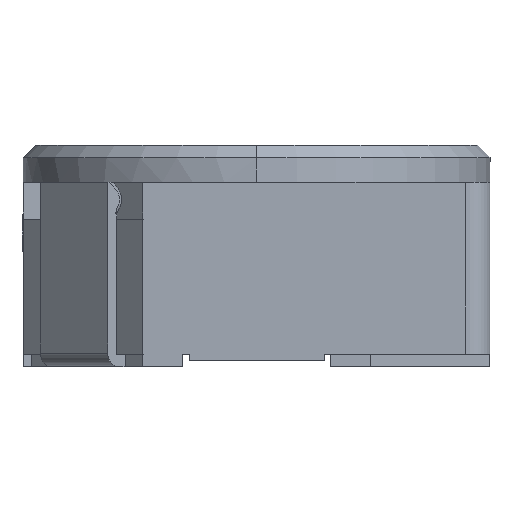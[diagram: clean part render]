
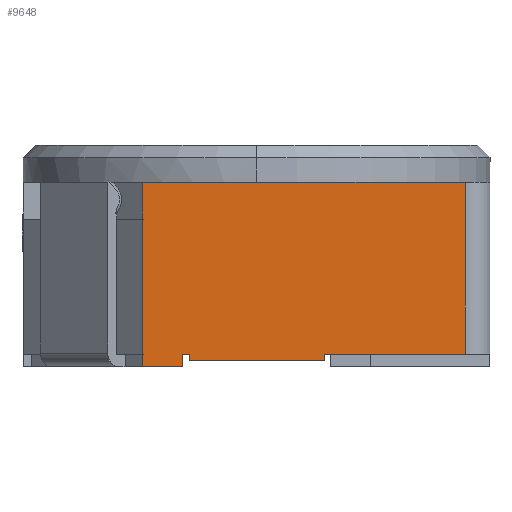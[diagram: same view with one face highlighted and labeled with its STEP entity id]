
A CAD part, left-side view. The second image highlights one B-rep face of the part: STEP entity #9648.
In plain terms, the highlighted planar face has unit normal (-1, 0, 0).
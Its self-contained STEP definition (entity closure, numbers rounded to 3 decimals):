
#214 = LINE ( 'NONE', #1739, #8496 ) ;
#595 = EDGE_CURVE ( 'NONE', #15184, #14022, #7948, .T. ) ;
#678 = VERTEX_POINT ( 'NONE', #8681 ) ;
#1143 = EDGE_CURVE ( 'NONE', #19684, #18373, #6453, .T. ) ;
#1232 = DIRECTION ( 'NONE',  ( 0., 0., -1. ) ) ;
#1299 = VERTEX_POINT ( 'NONE', #15661 ) ;
#1372 = EDGE_CURVE ( 'NONE', #5873, #14149, #19673, .T. ) ;
#1495 = ORIENTED_EDGE ( 'NONE', *, *, #6110, .T. ) ;
#1662 = DIRECTION ( 'NONE',  ( 0., -1., 0. ) ) ;
#1739 = CARTESIAN_POINT ( 'NONE',  ( -1.9, 0.6, -0.1 ) ) ;
#1987 = ORIENTED_EDGE ( 'NONE', *, *, #7012, .T. ) ;
#2176 = ORIENTED_EDGE ( 'NONE', *, *, #5817, .F. ) ;
#2399 = VECTOR ( 'NONE', #20907, 1000. ) ;
#2594 = CARTESIAN_POINT ( 'NONE',  ( -1.9, 0.928, 10. ) ) ;
#2712 = DIRECTION ( 'NONE',  ( 1., 0., 0. ) ) ;
#2806 = ORIENTED_EDGE ( 'NONE', *, *, #6760, .T. ) ;
#2963 = CARTESIAN_POINT ( 'NONE',  ( -1.9, 0.928, 10. ) ) ;
#3062 = CARTESIAN_POINT ( 'NONE',  ( -1.9, 0.55, 0. ) ) ;
#3216 = ORIENTED_EDGE ( 'NONE', *, *, #4336, .T. ) ;
#3592 = CARTESIAN_POINT ( 'NONE',  ( -1.9, -1.7, 1.4 ) ) ;
#4336 = EDGE_CURVE ( 'NONE', #1299, #14022, #9232, .T. ) ;
#4386 = CARTESIAN_POINT ( 'NONE',  ( -1.9, 1.9, 1.4 ) ) ;
#4817 = CARTESIAN_POINT ( 'NONE',  ( -1.9, 0.55, -0.05 ) ) ;
#5264 = DIRECTION ( 'NONE',  ( 0., 1., 0. ) ) ;
#5265 = VERTEX_POINT ( 'NONE', #13426 ) ;
#5371 = ORIENTED_EDGE ( 'NONE', *, *, #14102, .T. ) ;
#5726 = VECTOR ( 'NONE', #15861, 1000. ) ;
#5812 = CARTESIAN_POINT ( 'NONE',  ( -1.9, -1.7, 1.4 ) ) ;
#5817 = EDGE_CURVE ( 'NONE', #7503, #5873, #214, .T. ) ;
#5873 = VERTEX_POINT ( 'NONE', #15708 ) ;
#5942 = LINE ( 'NONE', #12580, #14742 ) ;
#6045 = LINE ( 'NONE', #4386, #8127 ) ;
#6110 = EDGE_CURVE ( 'NONE', #16340, #5265, #10387, .T. ) ;
#6164 = ORIENTED_EDGE ( 'NONE', *, *, #1143, .F. ) ;
#6364 = ORIENTED_EDGE ( 'NONE', *, *, #1372, .F. ) ;
#6453 = LINE ( 'NONE', #13087, #13525 ) ;
#6608 = CARTESIAN_POINT ( 'NONE',  ( -1.9, -0.55, -0.05 ) ) ;
#6760 = EDGE_CURVE ( 'NONE', #678, #14149, #10551, .T. ) ;
#6917 = CARTESIAN_POINT ( 'NONE',  ( -1.9, -0.55, -0.05 ) ) ;
#7012 = EDGE_CURVE ( 'NONE', #5265, #1299, #5942, .T. ) ;
#7411 = LINE ( 'NONE', #9248, #5726 ) ;
#7460 = EDGE_CURVE ( 'NONE', #15269, #18373, #7411, .T. ) ;
#7503 = VERTEX_POINT ( 'NONE', #9347 ) ;
#7604 = LINE ( 'NONE', #12171, #13666 ) ;
#7948 = LINE ( 'NONE', #19438, #2399 ) ;
#8127 = VECTOR ( 'NONE', #1662, 1000. ) ;
#8243 = CARTESIAN_POINT ( 'NONE',  ( -1.9, 0.928, 1.4 ) ) ;
#8365 = CARTESIAN_POINT ( 'NONE',  ( -1.9, 0.6, 0. ) ) ;
#8496 = VECTOR ( 'NONE', #19904, 1000. ) ;
#8681 = CARTESIAN_POINT ( 'NONE',  ( -1.9, 0.928, 1.1 ) ) ;
#9151 = ORIENTED_EDGE ( 'NONE', *, *, #10732, .T. ) ;
#9232 = LINE ( 'NONE', #3592, #13997 ) ;
#9248 = CARTESIAN_POINT ( 'NONE',  ( -1.9, 1.9, 0. ) ) ;
#9347 = CARTESIAN_POINT ( 'NONE',  ( -1.9, 0.6, -0.1 ) ) ;
#9648 = ADVANCED_FACE ( 'NONE', ( #18308 ), #9713, .F. ) ;
#9713 = PLANE ( 'NONE',  #16365 ) ;
#9787 = ORIENTED_EDGE ( 'NONE', *, *, #11198, .F. ) ;
#10387 = LINE ( 'NONE', #6917, #13731 ) ;
#10551 = LINE ( 'NONE', #2594, #17169 ) ;
#10732 = EDGE_CURVE ( 'NONE', #7503, #15269, #7604, .T. ) ;
#10766 = ORIENTED_EDGE ( 'NONE', *, *, #7460, .T. ) ;
#10772 = CARTESIAN_POINT ( 'NONE',  ( -1.9, 0., 1.4 ) ) ;
#10962 = DIRECTION ( 'NONE',  ( 0., 0., 1. ) ) ;
#11198 = EDGE_CURVE ( 'NONE', #20785, #15184, #6045, .T. ) ;
#11344 = LINE ( 'NONE', #2963, #14289 ) ;
#12171 = CARTESIAN_POINT ( 'NONE',  ( -1.9, 0.6, -0.1 ) ) ;
#12580 = CARTESIAN_POINT ( 'NONE',  ( -1.9, 1.9, 0. ) ) ;
#13087 = CARTESIAN_POINT ( 'NONE',  ( -1.9, 0.55, -0.05 ) ) ;
#13426 = CARTESIAN_POINT ( 'NONE',  ( -1.9, -0.55, 0. ) ) ;
#13525 = VECTOR ( 'NONE', #19707, 1000. ) ;
#13533 = DIRECTION ( 'NONE',  ( 0., 0., 1. ) ) ;
#13666 = VECTOR ( 'NONE', #17491, 1000. ) ;
#13731 = VECTOR ( 'NONE', #13533, 1000. ) ;
#13997 = VECTOR ( 'NONE', #10962, 1000. ) ;
#14022 = VERTEX_POINT ( 'NONE', #5812 ) ;
#14102 = EDGE_CURVE ( 'NONE', #20785, #678, #11344, .T. ) ;
#14149 = VERTEX_POINT ( 'NONE', #19709 ) ;
#14152 = ORIENTED_EDGE ( 'NONE', *, *, #16689, .F. ) ;
#14289 = VECTOR ( 'NONE', #1232, 1000. ) ;
#14742 = VECTOR ( 'NONE', #19194, 1000. ) ;
#15168 = LINE ( 'NONE', #15272, #18159 ) ;
#15184 = VERTEX_POINT ( 'NONE', #10772 ) ;
#15269 = VERTEX_POINT ( 'NONE', #8365 ) ;
#15272 = CARTESIAN_POINT ( 'NONE',  ( -1.9, -0.55, -0.05 ) ) ;
#15661 = CARTESIAN_POINT ( 'NONE',  ( -1.9, -1.7, 0. ) ) ;
#15708 = CARTESIAN_POINT ( 'NONE',  ( -1.9, 0.928, -0.1 ) ) ;
#15861 = DIRECTION ( 'NONE',  ( 0., -1., 0. ) ) ;
#16196 = DIRECTION ( 'NONE',  ( 0., 0., 1. ) ) ;
#16340 = VERTEX_POINT ( 'NONE', #6608 ) ;
#16365 = AXIS2_PLACEMENT_3D ( 'NONE', #17632, #2712, #20807 ) ;
#16689 = EDGE_CURVE ( 'NONE', #16340, #19684, #15168, .T. ) ;
#17169 = VECTOR ( 'NONE', #20558, 1000. ) ;
#17491 = DIRECTION ( 'NONE',  ( 0., 0., 1. ) ) ;
#17632 = CARTESIAN_POINT ( 'NONE',  ( -1.9, 0.6, -0.1 ) ) ;
#17836 = CARTESIAN_POINT ( 'NONE',  ( -1.9, 0.928, -0.1 ) ) ;
#18159 = VECTOR ( 'NONE', #5264, 1000. ) ;
#18308 = FACE_OUTER_BOUND ( 'NONE', #18454, .T. ) ;
#18373 = VERTEX_POINT ( 'NONE', #3062 ) ;
#18397 = VECTOR ( 'NONE', #16196, 1000. ) ;
#18454 = EDGE_LOOP ( 'NONE', ( #9151, #10766, #6164, #14152, #1495, #1987, #3216, #21484, #9787, #5371, #2806, #6364, #2176 ) ) ;
#19194 = DIRECTION ( 'NONE',  ( 0., -1., 0. ) ) ;
#19438 = CARTESIAN_POINT ( 'NONE',  ( -1.9, 1.9, 1.4 ) ) ;
#19673 = LINE ( 'NONE', #17836, #18397 ) ;
#19684 = VERTEX_POINT ( 'NONE', #4817 ) ;
#19707 = DIRECTION ( 'NONE',  ( 0., 0., 1. ) ) ;
#19709 = CARTESIAN_POINT ( 'NONE',  ( -1.9, 0.928, 0. ) ) ;
#19904 = DIRECTION ( 'NONE',  ( 0., 1., 0. ) ) ;
#20558 = DIRECTION ( 'NONE',  ( 0., 0., -1. ) ) ;
#20785 = VERTEX_POINT ( 'NONE', #8243 ) ;
#20807 = DIRECTION ( 'NONE',  ( 0., 1., 0. ) ) ;
#20907 = DIRECTION ( 'NONE',  ( 0., -1., 0. ) ) ;
#21484 = ORIENTED_EDGE ( 'NONE', *, *, #595, .F. ) ;
